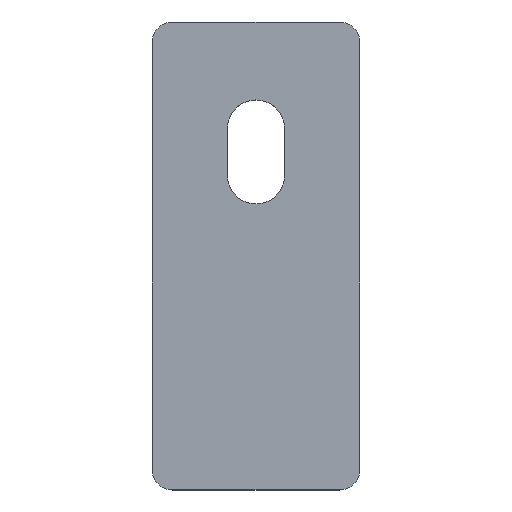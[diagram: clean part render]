
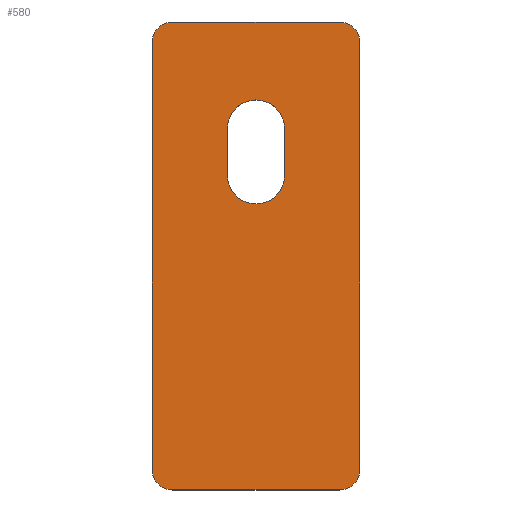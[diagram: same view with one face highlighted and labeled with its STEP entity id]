
A CAD part, top view. The second image highlights one B-rep face of the part: STEP entity #580.
In plain terms, the highlighted planar face has unit normal (0, 0, 1).
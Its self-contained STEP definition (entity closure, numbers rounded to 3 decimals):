
#291=CARTESIAN_POINT('',(16.,41.,2.5));
#292=DIRECTION('',(0.,0.,1.));
#293=DIRECTION('',(1.,0.,0.));
#294=AXIS2_PLACEMENT_3D('',#291,#292,#293);
#296=DIRECTION('',(0.,1.,0.));
#297=VECTOR('',#296,82.);
#298=CARTESIAN_POINT('',(20.,-41.,2.5));
#299=LINE('',#298,#297);
#300=CARTESIAN_POINT('',(16.,-41.,2.5));
#301=DIRECTION('',(0.,0.,1.));
#302=DIRECTION('',(0.,-1.,0.));
#303=AXIS2_PLACEMENT_3D('',#300,#301,#302);
#305=DIRECTION('',(1.,0.,0.));
#306=VECTOR('',#305,32.);
#307=CARTESIAN_POINT('',(-16.,-45.,2.5));
#308=LINE('',#307,#306);
#309=CARTESIAN_POINT('',(-16.,-41.,2.5));
#310=DIRECTION('',(0.,0.,1.));
#311=DIRECTION('',(-1.,0.,0.));
#312=AXIS2_PLACEMENT_3D('',#309,#310,#311);
#314=DIRECTION('',(0.,-1.,0.));
#315=VECTOR('',#314,82.);
#316=CARTESIAN_POINT('',(-20.,41.,2.5));
#317=LINE('',#316,#315);
#318=CARTESIAN_POINT('',(-16.,41.,2.5));
#319=DIRECTION('',(0.,0.,1.));
#320=DIRECTION('',(0.,1.,0.));
#321=AXIS2_PLACEMENT_3D('',#318,#319,#320);
#323=DIRECTION('',(-1.,0.,0.));
#324=VECTOR('',#323,32.);
#325=CARTESIAN_POINT('',(16.,45.,2.5));
#326=LINE('',#325,#324);
#327=CARTESIAN_POINT('',(0.,24.5,2.5));
#328=DIRECTION('',(0.,0.,1.));
#329=DIRECTION('',(1.,0.,0.));
#330=AXIS2_PLACEMENT_3D('',#327,#328,#329);
#332=DIRECTION('',(0.,-1.,0.));
#333=VECTOR('',#332,9.);
#334=CARTESIAN_POINT('',(-5.5,24.5,2.5));
#335=LINE('',#334,#333);
#336=CARTESIAN_POINT('',(0.,15.5,2.5));
#337=DIRECTION('',(0.,0.,1.));
#338=DIRECTION('',(-1.,0.,0.));
#339=AXIS2_PLACEMENT_3D('',#336,#337,#338);
#341=DIRECTION('',(0.,1.,0.));
#342=VECTOR('',#341,9.);
#343=CARTESIAN_POINT('',(5.5,15.5,2.5));
#344=LINE('',#343,#342);
#365=CARTESIAN_POINT('',(20.,41.,2.5));
#366=VERTEX_POINT('',#365);
#367=CARTESIAN_POINT('',(16.,45.,2.5));
#368=VERTEX_POINT('',#367);
#373=CARTESIAN_POINT('',(-16.,45.,2.5));
#374=VERTEX_POINT('',#373);
#375=CARTESIAN_POINT('',(-20.,41.,2.5));
#376=VERTEX_POINT('',#375);
#381=CARTESIAN_POINT('',(16.,-45.,2.5));
#382=VERTEX_POINT('',#381);
#383=CARTESIAN_POINT('',(20.,-41.,2.5));
#384=VERTEX_POINT('',#383);
#389=CARTESIAN_POINT('',(-20.,-41.,2.5));
#390=VERTEX_POINT('',#389);
#391=CARTESIAN_POINT('',(-16.,-45.,2.5));
#392=VERTEX_POINT('',#391);
#401=CARTESIAN_POINT('',(5.5,24.5,2.5));
#402=CARTESIAN_POINT('',(-5.5,24.5,2.5));
#403=VERTEX_POINT('',#401);
#404=VERTEX_POINT('',#402);
#405=CARTESIAN_POINT('',(-5.5,15.5,2.5));
#406=VERTEX_POINT('',#405);
#407=CARTESIAN_POINT('',(5.5,15.5,2.5));
#408=VERTEX_POINT('',#407);
#555=CARTESIAN_POINT('',(0.,0.,2.5));
#556=DIRECTION('',(0.,0.,1.));
#557=DIRECTION('',(1.,0.,0.));
#558=AXIS2_PLACEMENT_3D('',#555,#556,#557);
#559=PLANE('',#558);
#560=ORIENTED_EDGE('',*,*,#451,.F.);
#561=ORIENTED_EDGE('',*,*,#467,.F.);
#562=ORIENTED_EDGE('',*,*,#480,.F.);
#563=ORIENTED_EDGE('',*,*,#495,.F.);
#564=ORIENTED_EDGE('',*,*,#508,.F.);
#565=ORIENTED_EDGE('',*,*,#521,.F.);
#566=ORIENTED_EDGE('',*,*,#536,.F.);
#567=ORIENTED_EDGE('',*,*,#548,.F.);
#568=EDGE_LOOP('',(#560,#561,#562,#563,#564,#565,#566,#567));
#569=FACE_OUTER_BOUND('',#568,.F.);
#571=ORIENTED_EDGE('',*,*,#570,.T.);
#573=ORIENTED_EDGE('',*,*,#572,.T.);
#575=ORIENTED_EDGE('',*,*,#574,.T.);
#577=ORIENTED_EDGE('',*,*,#576,.T.);
#578=EDGE_LOOP('',(#571,#573,#575,#577));
#579=FACE_BOUND('',#578,.F.);
#580=ADVANCED_FACE('',(#569,#579),#559,.T.);
#295=CIRCLE('',#294,4.);
#304=CIRCLE('',#303,4.);
#313=CIRCLE('',#312,4.);
#322=CIRCLE('',#321,4.);
#331=CIRCLE('',#330,5.5);
#340=CIRCLE('',#339,5.5);
#451=EDGE_CURVE('',#366,#368,#295,.T.);
#467=EDGE_CURVE('',#384,#366,#299,.T.);
#480=EDGE_CURVE('',#382,#384,#304,.T.);
#495=EDGE_CURVE('',#392,#382,#308,.T.);
#508=EDGE_CURVE('',#390,#392,#313,.T.);
#521=EDGE_CURVE('',#376,#390,#317,.T.);
#536=EDGE_CURVE('',#374,#376,#322,.T.);
#548=EDGE_CURVE('',#368,#374,#326,.T.);
#570=EDGE_CURVE('',#403,#404,#331,.T.);
#572=EDGE_CURVE('',#404,#406,#335,.T.);
#574=EDGE_CURVE('',#406,#408,#340,.T.);
#576=EDGE_CURVE('',#408,#403,#344,.T.);
